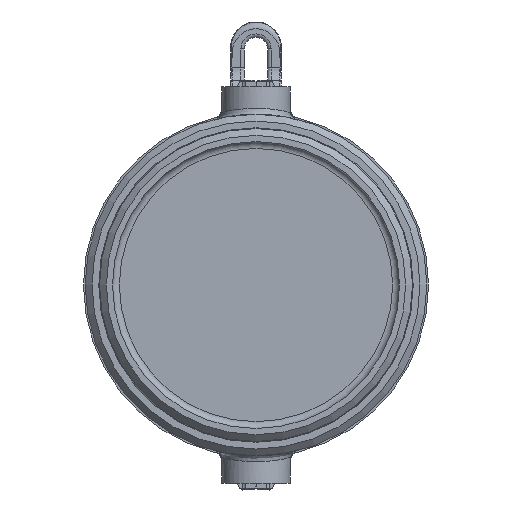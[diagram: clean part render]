
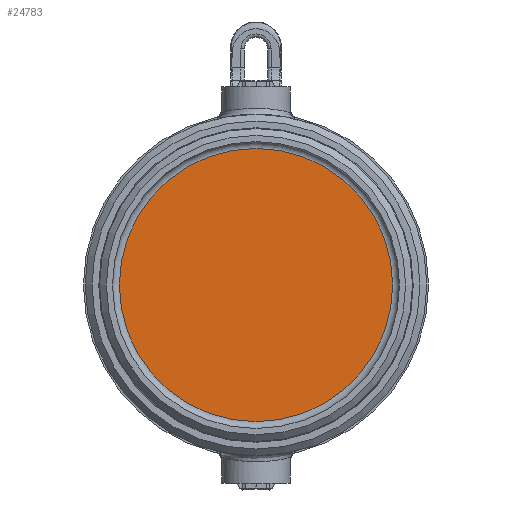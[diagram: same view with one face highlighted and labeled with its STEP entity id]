
A CAD part, front view. The second image highlights one B-rep face of the part: STEP entity #24783.
In plain terms, the highlighted planar face has unit normal (0, -1, 0).
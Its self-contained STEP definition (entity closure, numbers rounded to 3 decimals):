
#24745 = VERTEX_POINT('',#24746);
#24746 = CARTESIAN_POINT('',(0.,0.,-200.));
#24772 = EDGE_CURVE('',#24745,#24745,#24773,.T.);
#24773 = CIRCLE('',#24774,200.);
#24774 = AXIS2_PLACEMENT_3D('',#24775,#24776,#24777);
#24775 = CARTESIAN_POINT('',(0.,0.,0.));
#24776 = DIRECTION('',(0.,1.,0.));
#24777 = DIRECTION('',(-1.,0.,0.));
#24783 = ADVANCED_FACE('',(#24784),#24787,.F.);
#24784 = FACE_BOUND('',#24785,.T.);
#24785 = EDGE_LOOP('',(#24786));
#24786 = ORIENTED_EDGE('',*,*,#24772,.F.);
#24787 = PLANE('',#24788);
#24788 = AXIS2_PLACEMENT_3D('',#24789,#24790,#24791);
#24789 = CARTESIAN_POINT('',(0.,0.,0.));
#24790 = DIRECTION('',(0.,1.,0.));
#24791 = DIRECTION('',(-1.,0.,0.));
